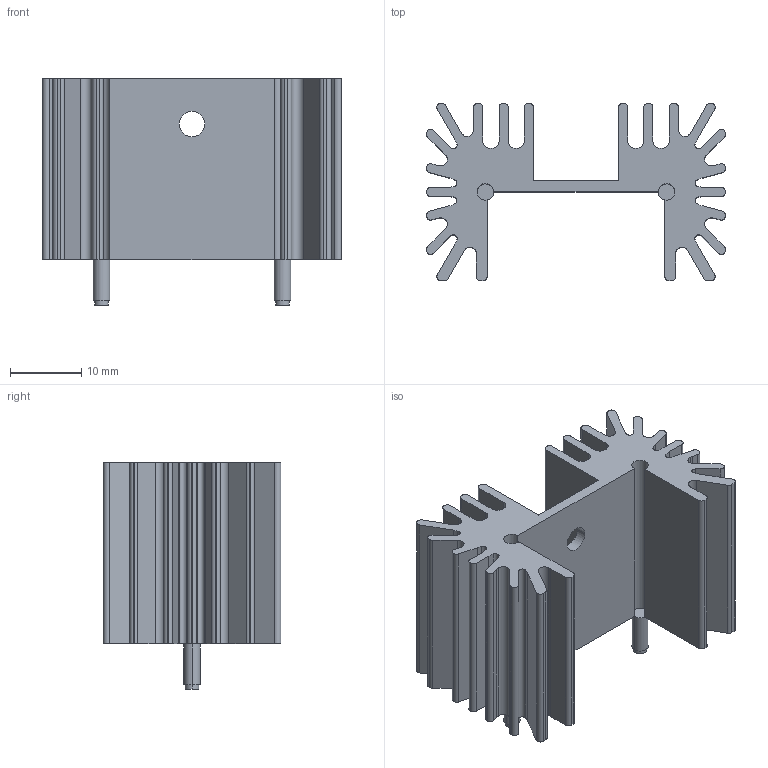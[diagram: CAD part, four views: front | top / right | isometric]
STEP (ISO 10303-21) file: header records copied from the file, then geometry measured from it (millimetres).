
FILE_DESCRIPTION((''),'2;1');
FILE_NAME('RA-T2X-25E','2018-11-26T',('SYSTEM'),(''),'PRO/ENGINEER BY PARAMETRIC TECHNOLOGY CORPORATION, 2016360','PRO/ENGINEER BY PARAMETRIC TECHNOLOGY CORPORATION, 2016360','');
FILE_SCHEMA(('AUTOMOTIVE_DESIGN { 1 0 10303 214 1 1 1 1 }'));
Length unit declared in the file: inch
Products named in the file (1): RA-T2X-25E
Bounding box: 41.91 x 24.89 x 31.75 mm (x, y, z)
Volume: 9716.4 mm3; surface area: 9171.5 mm2
Topology: 3 solids, 3 shells, 180 faces, 516 edges, 344 vertices
Faces by surface type: cylinder 100, plane 80
Entity records: 6033 total; most frequent: DIRECTION 1076, CARTESIAN_POINT 1042, ORIENTED_EDGE 1032, EDGE_CURVE 516, AXIS2_PLACEMENT_3D 380, VERTEX_POINT 344, VECTOR 316, LINE 316
